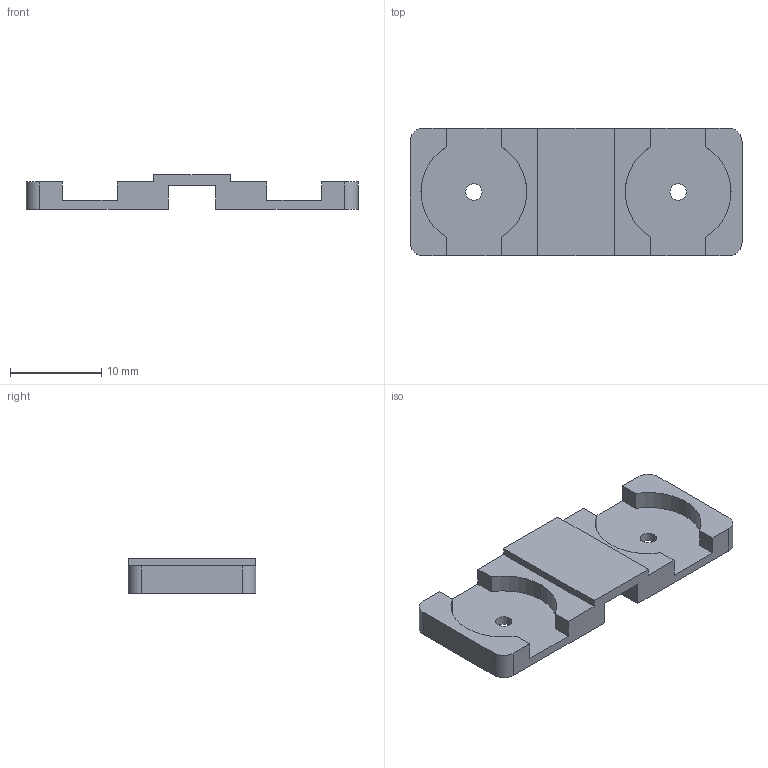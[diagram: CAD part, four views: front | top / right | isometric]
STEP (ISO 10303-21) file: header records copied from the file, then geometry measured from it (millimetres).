
FILE_DESCRIPTION(('FreeCAD Model'),'2;1');
FILE_NAME('wire-holder-double.step','2017-04-06T12:16:15',('Author'),(''), 'Open CASCADE STEP processor 6.8','FreeCAD','Unknown');
FILE_SCHEMA(('AUTOMOTIVE_DESIGN_CC2 { 1 2 10303 214 -1 1 5 4 }'));
Length unit declared in the file: millimetre
Products named in the file (2): ASSEMBLY; wire-holder-double-rounded
Assembly tree (1 placements, depth 2):
  ASSEMBLY
    wire-holder-double-rounded
Bounding box: 36.4 x 14 x 3.8 mm (x, y, z)
Volume: 929.4 mm3; surface area: 1472.6 mm2
Topology: 1 solids, 1 shells, 36 faces, 102 edges, 68 vertices
Faces by surface type: plane 26, cylinder 10
Full cylindrical faces by diameter (mm): 1.8 x2
Entity records: 2548 total; most frequent: CARTESIAN_POINT 430, DIRECTION 399, LINE 266, VECTOR 266, ORIENTED_EDGE 204, PCURVE 204, DEFINITIONAL_REPRESENTATION 204, EDGE_CURVE 102
